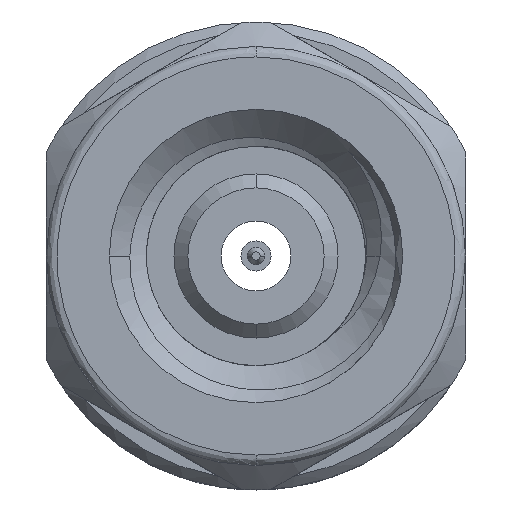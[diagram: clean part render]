
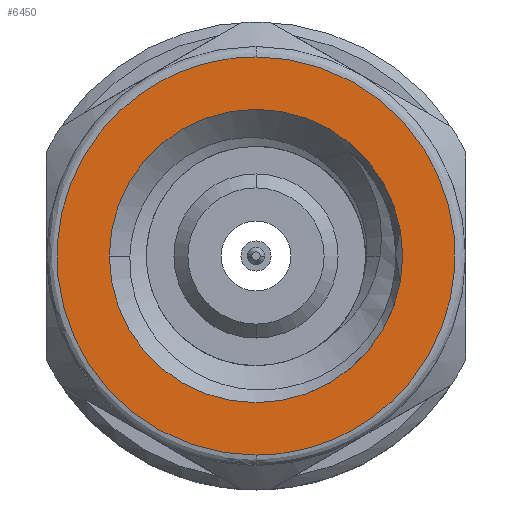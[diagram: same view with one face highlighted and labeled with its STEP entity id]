
A CAD part, left-side view. The second image highlights one B-rep face of the part: STEP entity #6450.
In plain terms, the highlighted planar face has unit normal (-1, 0, 0).
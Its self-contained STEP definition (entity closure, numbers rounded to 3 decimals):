
#62 = DIRECTION ( 'NONE',  ( 0., 0., 1. ) ) ;
#135 = FACE_OUTER_BOUND ( 'NONE', #3094, .T. ) ;
#136 = VERTEX_POINT ( 'NONE', #6932 ) ;
#200 = EDGE_CURVE ( 'NONE', #2396, #5376, #5247, .T. ) ;
#843 = EDGE_CURVE ( 'NONE', #5192, #136, #896, .T. ) ;
#896 =( BOUNDED_CURVE ( )  B_SPLINE_CURVE ( 3, ( #6808, #5280, #2424, #1874 ),
 .UNSPECIFIED., .F., .T. ) 
 B_SPLINE_CURVE_WITH_KNOTS ( ( 4, 4 ),
 ( 0., 0.5 ),
 .UNSPECIFIED. ) 
 CURVE ( )  GEOMETRIC_REPRESENTATION_ITEM ( )  RATIONAL_B_SPLINE_CURVE ( ( 1., 0.333, 0.333, 1. ) ) 
 REPRESENTATION_ITEM ( '' )  );
#1041 = CARTESIAN_POINT ( 'NONE',  ( -14.85, 0., 0. ) ) ;
#1143 = CARTESIAN_POINT ( 'NONE',  ( -14.85, -2.85, 0. ) ) ;
#1500 = CARTESIAN_POINT ( 'NONE',  ( -14.85, 0., -2.85 ) ) ;
#1575 = CARTESIAN_POINT ( 'NONE',  ( -14.85, -5.7, 2.85 ) ) ;
#1630 = ORIENTED_EDGE ( 'NONE', *, *, #3006, .F. ) ;
#1724 = DIRECTION ( 'NONE',  ( 1., 0., 0. ) ) ;
#1874 = CARTESIAN_POINT ( 'NONE',  ( -14.85, 0., 2.85 ) ) ;
#2272 = CARTESIAN_POINT ( 'NONE',  ( -14.85, 0., 0. ) ) ;
#2289 = ORIENTED_EDGE ( 'NONE', *, *, #3215, .T. ) ;
#2298 = CARTESIAN_POINT ( 'NONE',  ( -14.85, 0., 2.1 ) ) ;
#2396 = VERTEX_POINT ( 'NONE', #3754 ) ;
#2424 = CARTESIAN_POINT ( 'NONE',  ( -14.85, 5.7, 2.85 ) ) ;
#2470 = EDGE_LOOP ( 'NONE', ( #5150, #2289 ) ) ;
#3006 = EDGE_CURVE ( 'NONE', #136, #5192, #3569, .T. ) ;
#3094 = EDGE_LOOP ( 'NONE', ( #5018, #1630 ) ) ;
#3215 = EDGE_CURVE ( 'NONE', #5376, #2396, #6498, .T. ) ;
#3252 = CARTESIAN_POINT ( 'NONE',  ( -14.85, 0., 2.85 ) ) ;
#3334 = DIRECTION ( 'NONE',  ( -1., 0., 0. ) ) ;
#3482 = FACE_BOUND ( 'NONE', #2470, .T. ) ;
#3569 =( BOUNDED_CURVE ( )  B_SPLINE_CURVE ( 3, ( #3252, #1575, #3800, #1500 ),
 .UNSPECIFIED., .F., .T. ) 
 B_SPLINE_CURVE_WITH_KNOTS ( ( 4, 4 ),
 ( 0.5, 1. ),
 .UNSPECIFIED. ) 
 CURVE ( )  GEOMETRIC_REPRESENTATION_ITEM ( )  RATIONAL_B_SPLINE_CURVE ( ( 1., 0.333, 0.333, 1. ) ) 
 REPRESENTATION_ITEM ( '' )  );
#3754 = CARTESIAN_POINT ( 'NONE',  ( -14.85, 0., -2.1 ) ) ;
#3800 = CARTESIAN_POINT ( 'NONE',  ( -14.85, -5.7, -2.85 ) ) ;
#3964 = AXIS2_PLACEMENT_3D ( 'NONE', #2272, #1724, #6771 ) ;
#4576 = PLANE ( 'NONE',  #4755 ) ;
#4755 = AXIS2_PLACEMENT_3D ( 'NONE', #1143, #3334, #62 ) ;
#4907 = DIRECTION ( 'NONE',  ( 1., 0., 0. ) ) ;
#5018 = ORIENTED_EDGE ( 'NONE', *, *, #843, .F. ) ;
#5150 = ORIENTED_EDGE ( 'NONE', *, *, #200, .T. ) ;
#5192 = VERTEX_POINT ( 'NONE', #5346 ) ;
#5247 = CIRCLE ( 'NONE', #5594, 2.1 ) ;
#5280 = CARTESIAN_POINT ( 'NONE',  ( -14.85, 5.7, -2.85 ) ) ;
#5346 = CARTESIAN_POINT ( 'NONE',  ( -14.85, 0., -2.85 ) ) ;
#5376 = VERTEX_POINT ( 'NONE', #2298 ) ;
#5594 = AXIS2_PLACEMENT_3D ( 'NONE', #1041, #4907, #6020 ) ;
#6020 = DIRECTION ( 'NONE',  ( 0., 0., -1. ) ) ;
#6450 = ADVANCED_FACE ( 'NONE', ( #135, #3482 ), #4576, .T. ) ;
#6498 = CIRCLE ( 'NONE', #3964, 2.1 ) ;
#6771 = DIRECTION ( 'NONE',  ( 0., 0., -1. ) ) ;
#6808 = CARTESIAN_POINT ( 'NONE',  ( -14.85, 0., -2.85 ) ) ;
#6932 = CARTESIAN_POINT ( 'NONE',  ( -14.85, 0., 2.85 ) ) ;
